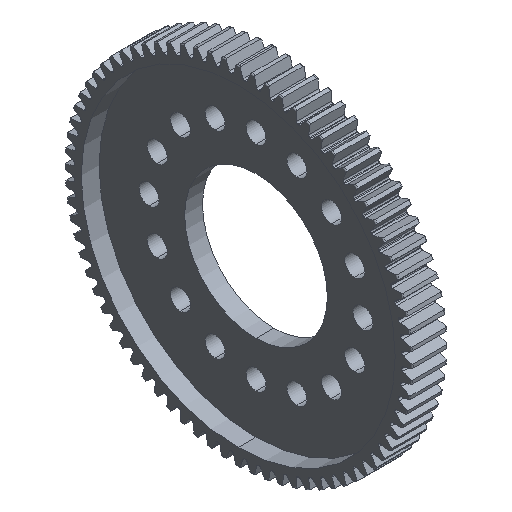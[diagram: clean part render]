
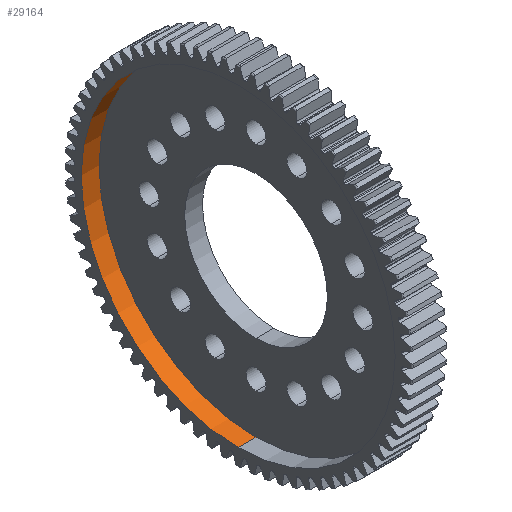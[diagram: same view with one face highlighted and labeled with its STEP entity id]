
A CAD part, isometric view. The second image highlights one B-rep face of the part: STEP entity #29164.
In plain terms, the highlighted cylindrical face has radius 27.973 mm (diameter 55.946 mm), a partial arc.
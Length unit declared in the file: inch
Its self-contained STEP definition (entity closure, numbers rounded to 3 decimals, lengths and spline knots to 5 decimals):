
#2228 = AXIS2_PLACEMENT_3D ( 'NONE', #18599, #4889, #20915 ) ;
#3484 = LINE ( 'NONE', #10461, #14992 ) ;
#3508 = CARTESIAN_POINT ( 'NONE',  ( -0.0625, 0., 1.1013 ) ) ;
#4150 = ORIENTED_EDGE ( 'NONE', *, *, #5108, .T. ) ;
#4889 = DIRECTION ( 'NONE',  ( -1., 0., 0. ) ) ;
#5108 = EDGE_CURVE ( 'NONE', #23191, #28774, #28089, .T. ) ;
#6600 = DIRECTION ( 'NONE',  ( 0., 0., 1. ) ) ;
#6795 = DIRECTION ( 'NONE',  ( -1., 0., 0. ) ) ;
#7844 = CIRCLE ( 'NONE', #2228, 1.1013 ) ;
#9425 = DIRECTION ( 'NONE',  ( -1., 0., 0. ) ) ;
#9433 = LINE ( 'NONE', #23153, #14806 ) ;
#9872 = VERTEX_POINT ( 'NONE', #3508 ) ;
#10121 = EDGE_LOOP ( 'NONE', ( #10863, #27253, #23770, #4150 ) ) ;
#10295 = CYLINDRICAL_SURFACE ( 'NONE', #28053, 1.1013 ) ;
#10461 = CARTESIAN_POINT ( 'NONE',  ( -0.0625, 0., -1.1013 ) ) ;
#10863 = ORIENTED_EDGE ( 'NONE', *, *, #27611, .F. ) ;
#13934 = AXIS2_PLACEMENT_3D ( 'NONE', #20503, #6795, #22832 ) ;
#14806 = VECTOR ( 'NONE', #9425, 39.37008 ) ;
#14992 = VECTOR ( 'NONE', #24168, 39.37008 ) ;
#17086 = FACE_OUTER_BOUND ( 'NONE', #10121, .T. ) ;
#17139 = EDGE_CURVE ( 'NONE', #9872, #23191, #9433, .T. ) ;
#17878 = CARTESIAN_POINT ( 'NONE',  ( -0.0625, 0., -1.1013 ) ) ;
#18599 = CARTESIAN_POINT ( 'NONE',  ( -0.0625, 0., 0. ) ) ;
#19902 = CARTESIAN_POINT ( 'NONE',  ( -0.1875, 0., 1.1013 ) ) ;
#20503 = CARTESIAN_POINT ( 'NONE',  ( -0.1875, 0., 0. ) ) ;
#20915 = DIRECTION ( 'NONE',  ( 0., 0., 1. ) ) ;
#21477 = VERTEX_POINT ( 'NONE', #17878 ) ;
#22630 = CARTESIAN_POINT ( 'NONE',  ( -0.0625, 0., 0. ) ) ;
#22832 = DIRECTION ( 'NONE',  ( 0., 0., 1. ) ) ;
#23153 = CARTESIAN_POINT ( 'NONE',  ( -0.0625, 0., 1.1013 ) ) ;
#23177 = CARTESIAN_POINT ( 'NONE',  ( -0.1875, 0., -1.1013 ) ) ;
#23191 = VERTEX_POINT ( 'NONE', #19902 ) ;
#23770 = ORIENTED_EDGE ( 'NONE', *, *, #17139, .T. ) ;
#24168 = DIRECTION ( 'NONE',  ( -1., 0., 0. ) ) ;
#24839 = DIRECTION ( 'NONE',  ( -1., 0., 0. ) ) ;
#26456 = EDGE_CURVE ( 'NONE', #9872, #21477, #7844, .T. ) ;
#27253 = ORIENTED_EDGE ( 'NONE', *, *, #26456, .F. ) ;
#27611 = EDGE_CURVE ( 'NONE', #21477, #28774, #3484, .T. ) ;
#28053 = AXIS2_PLACEMENT_3D ( 'NONE', #22630, #24839, #6600 ) ;
#28089 = CIRCLE ( 'NONE', #13934, 1.1013 ) ;
#28774 = VERTEX_POINT ( 'NONE', #23177 ) ;
#29164 = ADVANCED_FACE ( 'NONE', ( #17086 ), #10295, .F. ) ;
